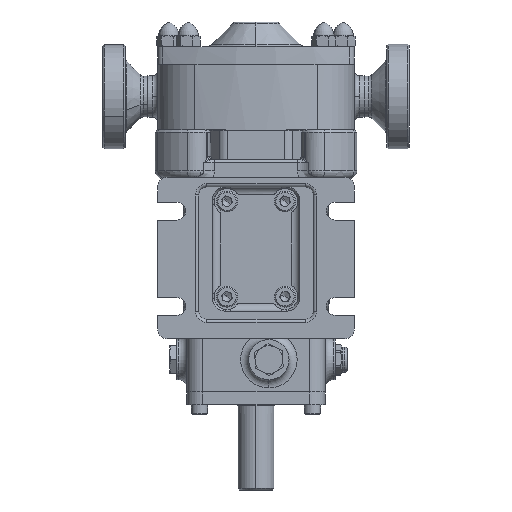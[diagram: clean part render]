
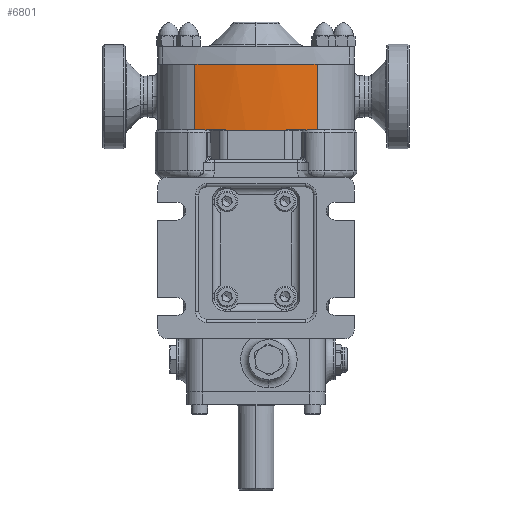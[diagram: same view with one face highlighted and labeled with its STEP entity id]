
A CAD part, front view. The second image highlights one B-rep face of the part: STEP entity #6801.
In plain terms, the highlighted cylindrical face has radius 150 mm (diameter 300 mm), a partial arc.
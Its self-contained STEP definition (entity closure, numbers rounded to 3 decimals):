
#1638 = VERTEX_POINT ( 'NONE', #29638 ) ;
#1862 = CARTESIAN_POINT ( 'NONE',  ( 0., 66., -21. ) ) ;
#1956 = CARTESIAN_POINT ( 'NONE',  ( -19.036, -82.787, -21. ) ) ;
#2555 = VECTOR ( 'NONE', #20755, 1000. ) ;
#2945 = VERTEX_POINT ( 'NONE', #15859 ) ;
#3568 = AXIS2_PLACEMENT_3D ( 'NONE', #1862, #40139, #14762 ) ;
#3676 = CARTESIAN_POINT ( 'NONE',  ( 37.815, -79.155, 20. ) ) ;
#3868 = ORIENTED_EDGE ( 'NONE', *, *, #7839, .F. ) ;
#4223 = EDGE_CURVE ( 'NONE', #38586, #38871, #10993, .T. ) ;
#6470 = LINE ( 'NONE', #24695, #15238 ) ;
#6801 = ADVANCED_FACE ( 'NONE', ( #22366 ), #12669, .T. ) ;
#7839 = EDGE_CURVE ( 'NONE', #20602, #38871, #38730, .T. ) ;
#9670 = DIRECTION ( 'NONE',  ( 0., 0., -1. ) ) ;
#10993 = CIRCLE ( 'NONE', #3568, 150. ) ;
#11497 = ORIENTED_EDGE ( 'NONE', *, *, #18862, .T. ) ;
#11667 = CIRCLE ( 'NONE', #33966, 150. ) ;
#12669 = CYLINDRICAL_SURFACE ( 'NONE', #36179, 150. ) ;
#13493 = DIRECTION ( 'NONE',  ( 0., 0., -1. ) ) ;
#14223 = ORIENTED_EDGE ( 'NONE', *, *, #4223, .T. ) ;
#14701 = VECTOR ( 'NONE', #26201, 1000. ) ;
#14762 = DIRECTION ( 'NONE',  ( 1., 0., 0. ) ) ;
#15102 = ORIENTED_EDGE ( 'NONE', *, *, #37974, .F. ) ;
#15238 = VECTOR ( 'NONE', #24897, 1000. ) ;
#15859 = CARTESIAN_POINT ( 'NONE',  ( -37.815, -79.155, 20. ) ) ;
#15951 = EDGE_CURVE ( 'NONE', #18798, #29694, #32652, .T. ) ;
#16576 = DIRECTION ( 'NONE',  ( 0., 0., -1. ) ) ;
#18360 = DIRECTION ( 'NONE',  ( 0., 0., -1. ) ) ;
#18798 = VERTEX_POINT ( 'NONE', #24494 ) ;
#18833 = EDGE_CURVE ( 'NONE', #29694, #20602, #28132, .T. ) ;
#18862 = EDGE_CURVE ( 'NONE', #1638, #38586, #6470, .T. ) ;
#19406 = CARTESIAN_POINT ( 'NONE',  ( 19.036, -82.787, -21. ) ) ;
#19829 = AXIS2_PLACEMENT_3D ( 'NONE', #35452, #9670, #28122 ) ;
#20356 = EDGE_LOOP ( 'NONE', ( #11497, #14223, #3868, #24334, #21636, #24444, #33455, #15102 ) ) ;
#20602 = VERTEX_POINT ( 'NONE', #31614 ) ;
#20755 = DIRECTION ( 'NONE',  ( 0., 0., -1. ) ) ;
#21228 = CARTESIAN_POINT ( 'NONE',  ( -37.815, -79.155, -20.5 ) ) ;
#21281 = EDGE_CURVE ( 'NONE', #2945, #37312, #39189, .T. ) ;
#21525 = CARTESIAN_POINT ( 'NONE',  ( 0., 66., -20.5 ) ) ;
#21636 = ORIENTED_EDGE ( 'NONE', *, *, #15951, .F. ) ;
#22366 = FACE_OUTER_BOUND ( 'NONE', #20356, .T. ) ;
#22970 = CARTESIAN_POINT ( 'NONE',  ( 0., 66., 20. ) ) ;
#24334 = ORIENTED_EDGE ( 'NONE', *, *, #18833, .F. ) ;
#24444 = ORIENTED_EDGE ( 'NONE', *, *, #38899, .F. ) ;
#24494 = CARTESIAN_POINT ( 'NONE',  ( 37.815, -79.155, 20. ) ) ;
#24695 = CARTESIAN_POINT ( 'NONE',  ( -19.036, -82.787, -20.5 ) ) ;
#24897 = DIRECTION ( 'NONE',  ( 0., 0., -1. ) ) ;
#25957 = CARTESIAN_POINT ( 'NONE',  ( 37.815, -79.155, -20.5 ) ) ;
#26201 = DIRECTION ( 'NONE',  ( 0., 0., -1. ) ) ;
#26578 = CIRCLE ( 'NONE', #19829, 150. ) ;
#26977 = DIRECTION ( 'NONE',  ( 1., 0., 0. ) ) ;
#28122 = DIRECTION ( 'NONE',  ( -1., 0., 0. ) ) ;
#28132 = CIRCLE ( 'NONE', #33524, 150. ) ;
#28734 = DIRECTION ( 'NONE',  ( -1., 0., 0. ) ) ;
#29400 = CARTESIAN_POINT ( 'NONE',  ( 19.036, -82.787, -20.5 ) ) ;
#29638 = CARTESIAN_POINT ( 'NONE',  ( -19.036, -82.787, -20.5 ) ) ;
#29694 = VERTEX_POINT ( 'NONE', #25957 ) ;
#29744 = DIRECTION ( 'NONE',  ( 0., 0., 1. ) ) ;
#30614 = VECTOR ( 'NONE', #16576, 1000. ) ;
#31614 = CARTESIAN_POINT ( 'NONE',  ( 19.036, -82.787, -20.5 ) ) ;
#32529 = CARTESIAN_POINT ( 'NONE',  ( 0., 66., 20. ) ) ;
#32652 = LINE ( 'NONE', #3676, #30614 ) ;
#33455 = ORIENTED_EDGE ( 'NONE', *, *, #21281, .T. ) ;
#33524 = AXIS2_PLACEMENT_3D ( 'NONE', #21525, #18360, #35212 ) ;
#33966 = AXIS2_PLACEMENT_3D ( 'NONE', #22970, #29744, #26977 ) ;
#35212 = DIRECTION ( 'NONE',  ( -1., 0., 0. ) ) ;
#35452 = CARTESIAN_POINT ( 'NONE',  ( 0., 66., -20.5 ) ) ;
#36179 = AXIS2_PLACEMENT_3D ( 'NONE', #32529, #13493, #28734 ) ;
#36218 = CARTESIAN_POINT ( 'NONE',  ( -37.815, -79.155, 20. ) ) ;
#37312 = VERTEX_POINT ( 'NONE', #21228 ) ;
#37974 = EDGE_CURVE ( 'NONE', #1638, #37312, #26578, .T. ) ;
#38586 = VERTEX_POINT ( 'NONE', #1956 ) ;
#38730 = LINE ( 'NONE', #29400, #14701 ) ;
#38871 = VERTEX_POINT ( 'NONE', #19406 ) ;
#38899 = EDGE_CURVE ( 'NONE', #2945, #18798, #11667, .T. ) ;
#39189 = LINE ( 'NONE', #36218, #2555 ) ;
#40139 = DIRECTION ( 'NONE',  ( 0., 0., 1. ) ) ;
